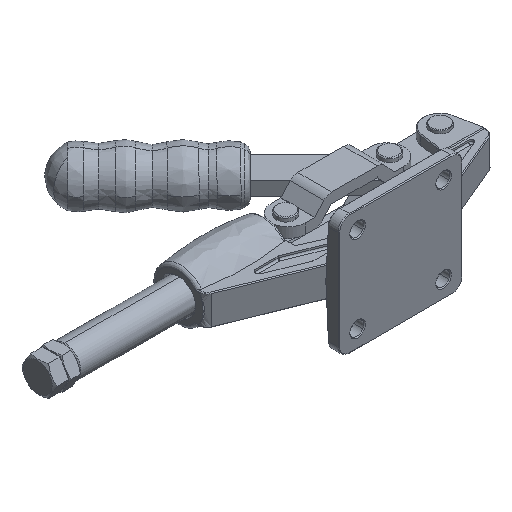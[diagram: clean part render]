
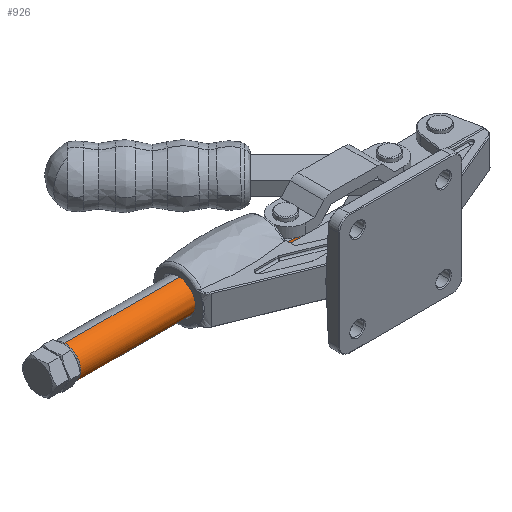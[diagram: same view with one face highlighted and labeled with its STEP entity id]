
A CAD part, isometric view. The second image highlights one B-rep face of the part: STEP entity #926.
In plain terms, the highlighted free-form (B-spline) face has degree [2, 1] with [5, 2] control points.
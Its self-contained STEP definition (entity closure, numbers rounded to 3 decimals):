
#490 = VERTEX_POINT('',#491);
#491 = CARTESIAN_POINT('',(-86.763,57.758,
    -12.28));
#496 = EDGE_CURVE('',#497,#490,#499,.T.);
#497 = VERTEX_POINT('',#498);
#498 = CARTESIAN_POINT('',(-86.763,45.478,
    0.));
#499 = ( BOUNDED_CURVE() B_SPLINE_CURVE(2,(#500,#501,#502),
.UNSPECIFIED.,.F.,.F.) B_SPLINE_CURVE_WITH_KNOTS((3,3),(1.571,
3.142),.PIECEWISE_BEZIER_KNOTS.) CURVE() 
GEOMETRIC_REPRESENTATION_ITEM() RATIONAL_B_SPLINE_CURVE((1.,
0.707,1.)) REPRESENTATION_ITEM('') );
#500 = CARTESIAN_POINT('',(-86.763,45.478,
    0.));
#501 = CARTESIAN_POINT('',(-86.763,45.478,
    -12.28));
#502 = CARTESIAN_POINT('',(-86.763,57.758,
    -12.28));
#504 = EDGE_CURVE('',#505,#497,#507,.T.);
#505 = VERTEX_POINT('',#506);
#506 = CARTESIAN_POINT('',(-86.763,57.758,
    12.28));
#507 = ( BOUNDED_CURVE() B_SPLINE_CURVE(2,(#508,#509,#510),
.UNSPECIFIED.,.F.,.F.) B_SPLINE_CURVE_WITH_KNOTS((3,3),(0.,
1.571),.PIECEWISE_BEZIER_KNOTS.) CURVE() 
GEOMETRIC_REPRESENTATION_ITEM() RATIONAL_B_SPLINE_CURVE((1.,
0.707,1.)) REPRESENTATION_ITEM('') );
#508 = CARTESIAN_POINT('',(-86.763,57.758,
    12.28));
#509 = CARTESIAN_POINT('',(-86.763,45.478,
    12.28));
#510 = CARTESIAN_POINT('',(-86.763,45.478,
    0.));
#592 = VERTEX_POINT('',#593);
#593 = CARTESIAN_POINT('',(66.737,46.635,
    -5.203));
#600 = EDGE_CURVE('',#601,#592,#603,.T.);
#601 = VERTEX_POINT('',#602);
#602 = CARTESIAN_POINT('',(66.737,57.758,
    -12.28));
#603 = ( BOUNDED_CURVE() B_SPLINE_CURVE(2,(#604,#605,#606),
.UNSPECIFIED.,.F.,.F.) B_SPLINE_CURVE_WITH_KNOTS((3,3),(0.,1.133
),.PIECEWISE_BEZIER_KNOTS.) CURVE() GEOMETRIC_REPRESENTATION_ITEM() 
RATIONAL_B_SPLINE_CURVE((1.,0.844,1.)) REPRESENTATION_ITEM('') 
  );
#604 = CARTESIAN_POINT('',(66.737,57.758,
    -12.28));
#605 = CARTESIAN_POINT('',(66.737,49.945,
    -12.28));
#606 = CARTESIAN_POINT('',(66.737,46.635,
    -5.203));
#643 = VERTEX_POINT('',#644);
#644 = CARTESIAN_POINT('',(92.754,46.635,
    -5.203));
#653 = EDGE_CURVE('',#643,#592,#654,.T.);
#654 = B_SPLINE_CURVE_WITH_KNOTS('',1,(#655,#656),.UNSPECIFIED.,.F.,.F.,
  (2,2),(-10.,10.),.PIECEWISE_BEZIER_KNOTS.);
#655 = CARTESIAN_POINT('',(92.754,46.635,
    -5.203));
#656 = CARTESIAN_POINT('',(66.737,46.635,
    -5.203));
#695 = VERTEX_POINT('',#696);
#696 = CARTESIAN_POINT('',(92.754,46.635,
    5.203));
#705 = EDGE_CURVE('',#643,#695,#706,.T.);
#706 = ( BOUNDED_CURVE() B_SPLINE_CURVE(2,(#707,#708,#709),
.UNSPECIFIED.,.F.,.F.) B_SPLINE_CURVE_WITH_KNOTS((3,3),(1.133,
2.008),.PIECEWISE_BEZIER_KNOTS.) CURVE() 
GEOMETRIC_REPRESENTATION_ITEM() RATIONAL_B_SPLINE_CURVE((1.,
0.906,1.)) REPRESENTATION_ITEM('') );
#707 = CARTESIAN_POINT('',(92.754,46.635,
    -5.203));
#708 = CARTESIAN_POINT('',(92.754,44.201,
    0.));
#709 = CARTESIAN_POINT('',(92.754,46.635,
    5.203));
#755 = VERTEX_POINT('',#756);
#756 = CARTESIAN_POINT('',(66.737,46.635,5.203
    ));
#761 = EDGE_CURVE('',#695,#755,#762,.T.);
#762 = B_SPLINE_CURVE_WITH_KNOTS('',1,(#763,#764),.UNSPECIFIED.,.F.,.F.,
  (2,2),(-10.,10.),.PIECEWISE_BEZIER_KNOTS.);
#763 = CARTESIAN_POINT('',(92.754,46.635,5.203
    ));
#764 = CARTESIAN_POINT('',(66.737,46.635,5.203
    ));
#798 = VERTEX_POINT('',#799);
#799 = CARTESIAN_POINT('',(66.737,57.758,
    12.28));
#805 = EDGE_CURVE('',#755,#798,#806,.T.);
#806 = ( BOUNDED_CURVE() B_SPLINE_CURVE(2,(#807,#808,#809),
.UNSPECIFIED.,.F.,.F.) B_SPLINE_CURVE_WITH_KNOTS((3,3),(2.008,
3.142),.PIECEWISE_BEZIER_KNOTS.) CURVE() 
GEOMETRIC_REPRESENTATION_ITEM() RATIONAL_B_SPLINE_CURVE((1.,
0.844,1.)) REPRESENTATION_ITEM('') );
#807 = CARTESIAN_POINT('',(66.737,46.635,
    5.203));
#808 = CARTESIAN_POINT('',(66.737,49.945,
    12.28));
#809 = CARTESIAN_POINT('',(66.737,57.758,
    12.28));
#899 = EDGE_CURVE('',#601,#490,#900,.T.);
#900 = B_SPLINE_CURVE_WITH_KNOTS('',1,(#901,#902),.UNSPECIFIED.,.F.,.F.,
  (2,2),(21.,139.),.PIECEWISE_BEZIER_KNOTS.);
#901 = CARTESIAN_POINT('',(66.737,57.758,
    -12.28));
#902 = CARTESIAN_POINT('',(-86.763,57.758,
    -12.28));
#906 = EDGE_CURVE('',#798,#505,#907,.T.);
#907 = B_SPLINE_CURVE_WITH_KNOTS('',1,(#908,#909),.UNSPECIFIED.,.F.,.F.,
  (2,2),(21.,139.),.PIECEWISE_BEZIER_KNOTS.);
#908 = CARTESIAN_POINT('',(66.737,57.758,
    12.28));
#909 = CARTESIAN_POINT('',(-86.763,57.758,
    12.28));
#926 = ADVANCED_FACE('',(#927),#938,.T.);
#927 = FACE_BOUND('',#928,.T.);
#928 = EDGE_LOOP('',(#929,#930,#931,#932,#933,#934,#935,#936,#937));
#929 = ORIENTED_EDGE('',*,*,#906,.T.);
#930 = ORIENTED_EDGE('',*,*,#504,.T.);
#931 = ORIENTED_EDGE('',*,*,#496,.T.);
#932 = ORIENTED_EDGE('',*,*,#899,.F.);
#933 = ORIENTED_EDGE('',*,*,#600,.T.);
#934 = ORIENTED_EDGE('',*,*,#653,.F.);
#935 = ORIENTED_EDGE('',*,*,#705,.T.);
#936 = ORIENTED_EDGE('',*,*,#761,.T.);
#937 = ORIENTED_EDGE('',*,*,#805,.T.);
#938 = ( BOUNDED_SURFACE() B_SPLINE_SURFACE(2,1,(
    (#939,#940)
    ,(#941,#942)
    ,(#943,#944)
    ,(#945,#946)
,(#947,#948
    )),.UNSPECIFIED.,.F.,.F.,.F.) B_SPLINE_SURFACE_WITH_KNOTS((3,2,3),(2
    ,2),(0.,1.571,3.142),(1.,139.),
.PIECEWISE_BEZIER_KNOTS.) GEOMETRIC_REPRESENTATION_ITEM() 
RATIONAL_B_SPLINE_SURFACE((
    (1.,1.)
    ,(0.707,0.707)
    ,(1.,1.)
    ,(0.707,0.707)
,(1.,1.))) REPRESENTATION_ITEM('') SURFACE() );
#939 = CARTESIAN_POINT('',(92.754,57.758,
    -12.28));
#940 = CARTESIAN_POINT('',(-86.763,57.758,
    -12.28));
#941 = CARTESIAN_POINT('',(92.754,45.478,
    -12.28));
#942 = CARTESIAN_POINT('',(-86.763,45.478,
    -12.28));
#943 = CARTESIAN_POINT('',(92.754,45.478,
    0.));
#944 = CARTESIAN_POINT('',(-86.763,45.478,
    0.));
#945 = CARTESIAN_POINT('',(92.754,45.478,
    12.28));
#946 = CARTESIAN_POINT('',(-86.763,45.478,
    12.28));
#947 = CARTESIAN_POINT('',(92.754,57.758,
    12.28));
#948 = CARTESIAN_POINT('',(-86.763,57.758,
    12.28));
